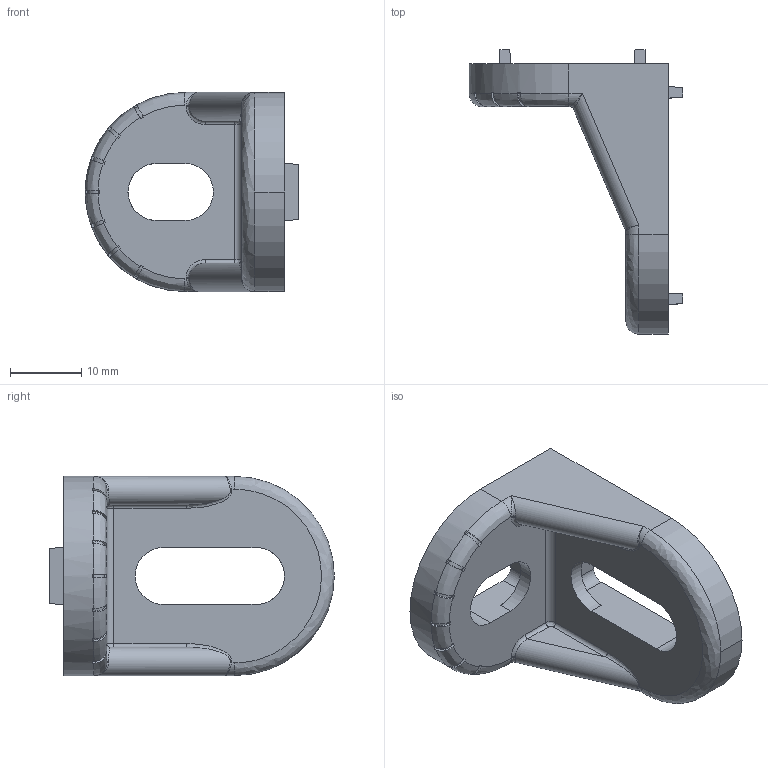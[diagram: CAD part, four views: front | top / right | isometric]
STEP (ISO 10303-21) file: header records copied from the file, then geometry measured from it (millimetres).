
FILE_DESCRIPTION (( 'STEP AP214' ), '1' );
FILE_NAME ('6268150', '2019-01-28T17:15:45', ( '' ), ('JUGARD+KÜNSTNER GmbH'), 'SwSTEP 2.0', 'SolidWorks 2017', '' );
FILE_SCHEMA (( 'AUTOMOTIVE_DESIGN' ));
Length unit declared in the file: millimetre
Products named in the file (1): 6268150
Bounding box: 30 x 40 x 28 mm (x, y, z)
Volume: 6583.9 mm3; surface area: 5126.2 mm2
Topology: 1 solids, 1 shells, 256 faces, 682 edges, 432 vertices
Faces by surface type: plane 122, cylinder 67, bspline 45, cone 22
Entity records: 9355 total; most frequent: CARTESIAN_POINT 3136, ORIENTED_EDGE 1356, DIRECTION 1231, EDGE_CURVE 678, VERTEX_POINT 432, AXIS2_PLACEMENT_3D 412, LINE 407, VECTOR 407
